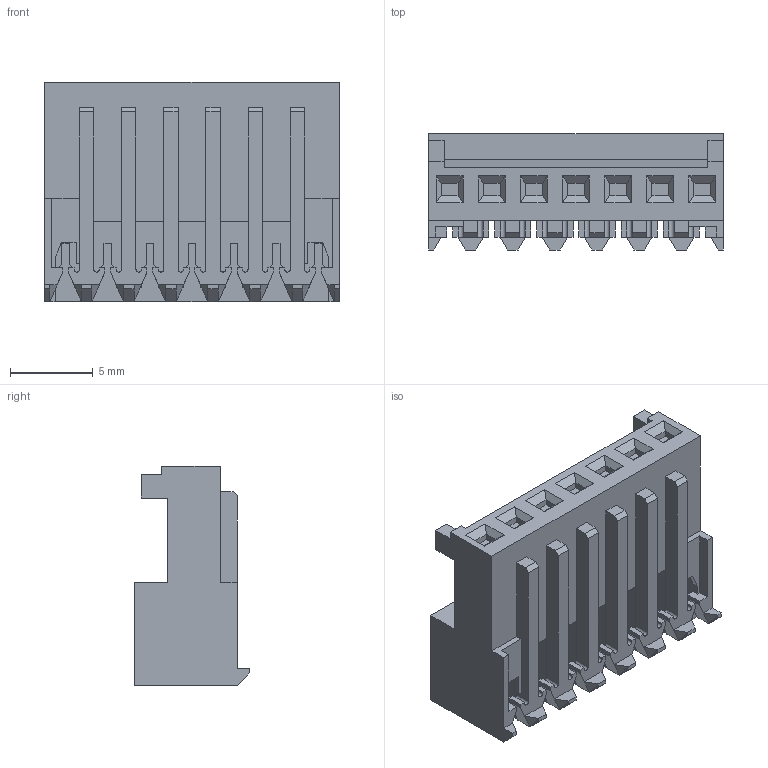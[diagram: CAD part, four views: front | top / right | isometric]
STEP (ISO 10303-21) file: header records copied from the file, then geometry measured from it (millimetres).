
FILE_DESCRIPTION((''),'2;1');
FILE_NAME('C-3-643813-7','2012-11-19T',('workeradm'),('Tyco Electronics Ltd.'),'PRO/ENGINEER BY PARAMETRIC TECHNOLOGY CORPORATION, 2010430','PRO/ENGINEER BY PARAMETRIC TECHNOLOGY CORPORATION, 2010430','');
FILE_SCHEMA(('AUTOMOTIVE_DESIGN { 1 0 10303 214 1 1 1 1 }'));
Length unit declared in the file: millimetre
Products named in the file (1): C-3-643813-7
Bounding box: 17.78 x 6.99 x 13.21 mm (x, y, z)
Volume: 783.9 mm3; surface area: 1680.9 mm2
Topology: 1 solids, 1 shells, 610 faces, 1732 edges, 1118 vertices
Faces by surface type: plane 570, cylinder 40
Entity records: 19643 total; most frequent: ORIENTED_EDGE 3464, CARTESIAN_POINT 3462, DIRECTION 3032, EDGE_CURVE 1732, VECTOR 1652, LINE 1652, VERTEX_POINT 1118, AXIS2_PLACEMENT_3D 690
